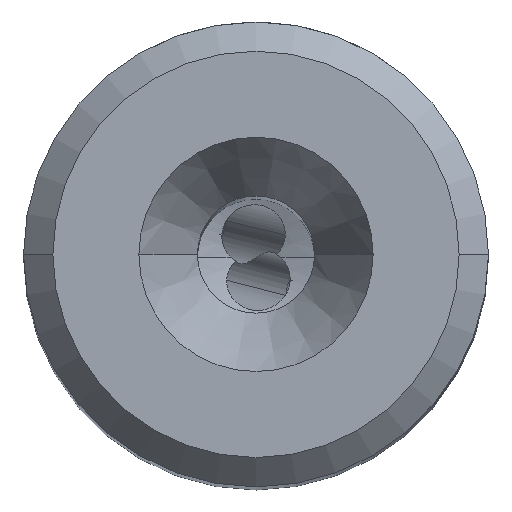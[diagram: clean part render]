
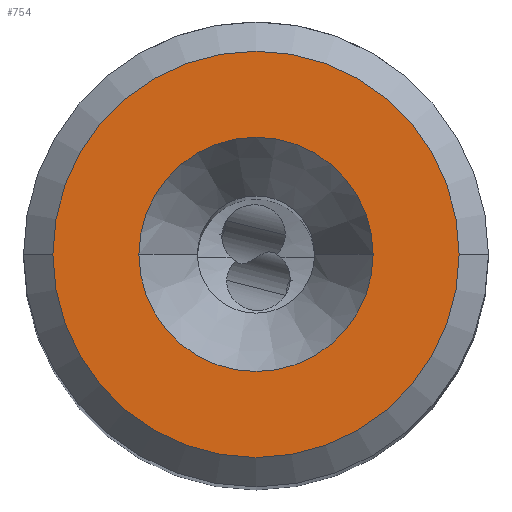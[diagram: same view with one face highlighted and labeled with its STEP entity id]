
A CAD part, top view. The second image highlights one B-rep face of the part: STEP entity #754.
In plain terms, the highlighted planar face has unit normal (0, 0, 1).
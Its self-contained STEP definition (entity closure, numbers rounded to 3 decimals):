
#65=FACE_BOUND('',#1184,.T.);
#66=FACE_BOUND('',#1185,.T.);
#555=CIRCLE('',#4056,6.938);
#556=CIRCLE('',#4058,6.938);
#557=CIRCLE('',#4060,4.);
#558=CIRCLE('',#4061,4.);
#754=ADVANCED_FACE('',(#65,#66),#881,.T.);
#881=PLANE('',#4062);
#1184=EDGE_LOOP('',(#1824,#1825));
#1185=EDGE_LOOP('',(#1826,#1827));
#1824=ORIENTED_EDGE('',*,*,#3187,.T.);
#1825=ORIENTED_EDGE('',*,*,#3188,.T.);
#1826=ORIENTED_EDGE('',*,*,#3183,.T.);
#1827=ORIENTED_EDGE('',*,*,#3186,.T.);
#2695=VERTEX_POINT('',#6942);
#2696=VERTEX_POINT('',#6943);
#2697=VERTEX_POINT('',#6950);
#2698=VERTEX_POINT('',#6951);
#3183=EDGE_CURVE('',#2695,#2696,#555,.T.);
#3186=EDGE_CURVE('',#2696,#2695,#556,.T.);
#3187=EDGE_CURVE('',#2697,#2698,#557,.T.);
#3188=EDGE_CURVE('',#2698,#2697,#558,.T.);
#4056=AXIS2_PLACEMENT_3D('',#6941,#4726,#4727);
#4058=AXIS2_PLACEMENT_3D('',#6947,#4732,#4733);
#4060=AXIS2_PLACEMENT_3D('',#6949,#4736,#4737);
#4061=AXIS2_PLACEMENT_3D('',#6952,#4738,#4739);
#4062=AXIS2_PLACEMENT_3D('',#6953,#4740,#4741);
#4726=DIRECTION('',(0.,0.,1.));
#4727=DIRECTION('',(-1.,0.,0.));
#4732=DIRECTION('',(0.,0.,1.));
#4733=DIRECTION('',(1.,0.,0.));
#4736=DIRECTION('',(0.,0.,-1.));
#4737=DIRECTION('',(-1.,0.,0.));
#4738=DIRECTION('',(0.,0.,-1.));
#4739=DIRECTION('',(1.,0.,0.));
#4740=DIRECTION('',(0.,0.,1.));
#4741=DIRECTION('',(1.,0.,0.));
#6941=CARTESIAN_POINT('',(0.,0.,30.92));
#6942=CARTESIAN_POINT('',(-6.938,0.,30.92));
#6943=CARTESIAN_POINT('',(6.938,0.,30.92));
#6947=CARTESIAN_POINT('',(0.,0.,30.92));
#6949=CARTESIAN_POINT('',(0.,0.,30.92));
#6950=CARTESIAN_POINT('',(-4.,0.,30.92));
#6951=CARTESIAN_POINT('',(4.,0.,30.92));
#6952=CARTESIAN_POINT('',(0.,0.,30.92));
#6953=CARTESIAN_POINT('',(0.,0.,30.92));
